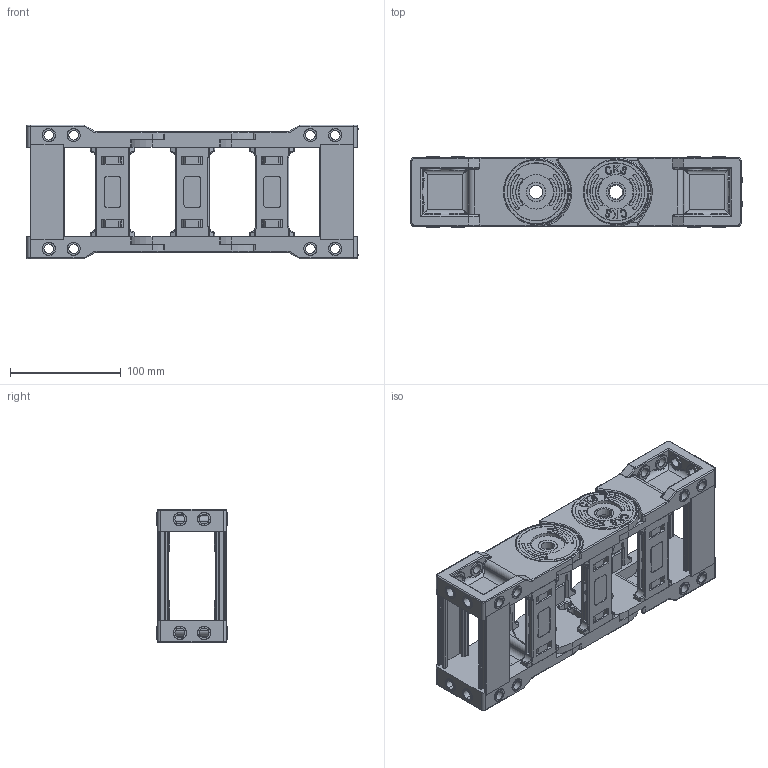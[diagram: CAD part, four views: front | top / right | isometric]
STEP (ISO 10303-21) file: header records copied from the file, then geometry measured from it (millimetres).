
FILE_DESCRIPTION (( 'STEP AP214' ), '1' );
FILE_NAME ('CK40-A080-AYAK.STEP', '2019-09-18T13:00:19', ( '' ), ( '' ), 'SwSTEP 2.0', 'SolidWorks 2017', '' );
FILE_SCHEMA (( 'AUTOMOTIVE_DESIGN' ));
Length unit declared in the file: millimetre
Products named in the file (1): CK40-A080-AYAK
Bounding box: 299.6 x 63.6 x 120.5 mm (x, y, z)
Volume: 516767.4 mm3; surface area: 314814.8 mm2
Topology: 40 solids, 46 shells, 3406 faces, 8758 edges, 5584 vertices
Faces by surface type: plane 1436, cylinder 1286, torus 428, bspline 184, sphere 68, cone 4
Entity records: 114785 total; most frequent: CARTESIAN_POINT 30125, DIRECTION 18134, ORIENTED_EDGE 17416, EDGE_CURVE 8708, AXIS2_PLACEMENT_3D 6665, VERTEX_POINT 5584, VECTOR 4804, LINE 4804
